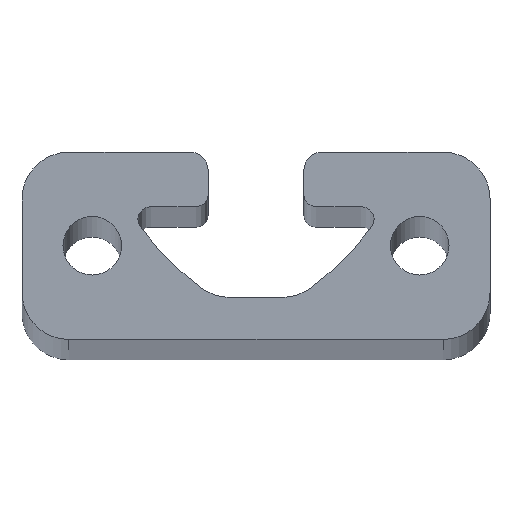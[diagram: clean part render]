
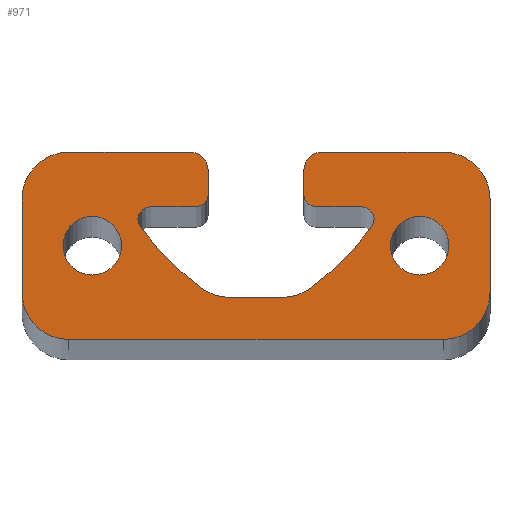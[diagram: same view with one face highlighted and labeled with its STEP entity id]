
A CAD part, top view. The second image highlights one B-rep face of the part: STEP entity #971.
In plain terms, the highlighted planar face has unit normal (0, 0, 1).
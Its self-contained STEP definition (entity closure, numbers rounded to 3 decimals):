
#73=CARTESIAN_POINT('',(32.5,8.,1000.0));
#74=VERTEX_POINT('',#73);
#75=CARTESIAN_POINT('',(30.,8.,1000.0));
#76=DIRECTION('',(0.0,0.0,-1.0));
#77=DIRECTION('',(-1.0,0.0,0.0));
#78=AXIS2_PLACEMENT_3D('',#75,#76,#77);
#79=CIRCLE('',#78,2.5);
#80=EDGE_CURVE('',#74,#74,#79,.T.);
#101=CARTESIAN_POINT('',(4.5,8.,1000.0));
#102=VERTEX_POINT('',#101);
#103=CARTESIAN_POINT('',(2.,8.,1000.0));
#104=DIRECTION('',(0.0,0.0,-1.0));
#105=DIRECTION('',(-1.0,0.0,0.0));
#106=AXIS2_PLACEMENT_3D('',#103,#104,#105);
#107=CIRCLE('',#106,2.5);
#108=EDGE_CURVE('',#102,#102,#107,.T.);
#129=CARTESIAN_POINT('',(20.1,12.35,1000.0));
#130=VERTEX_POINT('',#129);
#131=CARTESIAN_POINT('',(20.1,14.5,1000.0));
#132=VERTEX_POINT('',#131);
#133=CARTESIAN_POINT('',(20.1,12.35,1000.0));
#134=DIRECTION('',(0.0,1.0,0.0));
#135=VECTOR('',#134,2.15);
#136=LINE('',#133,#135);
#137=EDGE_CURVE('',#130,#132,#136,.T.);
#169=CARTESIAN_POINT('',(21.6,16.,1000.0));
#170=VERTEX_POINT('',#169);
#171=CARTESIAN_POINT('',(21.6,14.5,1000.0));
#172=DIRECTION('',(0.0,0.0,-1.0));
#173=DIRECTION('',(0.,1.0,0.0));
#174=AXIS2_PLACEMENT_3D('',#171,#172,#173);
#175=CIRCLE('',#174,1.5);
#176=EDGE_CURVE('',#132,#170,#175,.T.);
#202=CARTESIAN_POINT('',(32.,16.,1000.0));
#203=VERTEX_POINT('',#202);
#204=CARTESIAN_POINT('',(21.6,16.,1000.0));
#205=DIRECTION('',(1.0,0.0,0.0));
#206=VECTOR('',#205,10.4);
#207=LINE('',#204,#206);
#208=EDGE_CURVE('',#170,#203,#207,.T.);
#233=CARTESIAN_POINT('',(36.,12.,1000.0));
#234=VERTEX_POINT('',#233);
#235=CARTESIAN_POINT('',(32.,12.,1000.0));
#236=DIRECTION('',(0.0,0.0,-1.0));
#237=DIRECTION('',(1.0,0.0,0.0));
#238=AXIS2_PLACEMENT_3D('',#235,#236,#237);
#239=CIRCLE('',#238,4.);
#240=EDGE_CURVE('',#203,#234,#239,.T.);
#266=CARTESIAN_POINT('',(36.,4.,1000.0));
#267=VERTEX_POINT('',#266);
#268=CARTESIAN_POINT('',(36.,12.,1000.0));
#269=DIRECTION('',(0.0,-1.0,0.0));
#270=VECTOR('',#269,8.);
#271=LINE('',#268,#270);
#272=EDGE_CURVE('',#234,#267,#271,.T.);
#297=CARTESIAN_POINT('',(32.,0.0,1000.0));
#298=VERTEX_POINT('',#297);
#299=CARTESIAN_POINT('',(32.,4.,1000.0));
#300=DIRECTION('',(0.0,0.0,-1.0));
#301=DIRECTION('',(0.0,-1.0,0.0));
#302=AXIS2_PLACEMENT_3D('',#299,#300,#301);
#303=CIRCLE('',#302,4.);
#304=EDGE_CURVE('',#267,#298,#303,.T.);
#330=CARTESIAN_POINT('',(0.0,0.0,1000.0));
#331=VERTEX_POINT('',#330);
#332=CARTESIAN_POINT('',(32.,0.0,1000.0));
#333=DIRECTION('',(-1.0,0.0,0.0));
#334=VECTOR('',#333,32.);
#335=LINE('',#332,#334);
#336=EDGE_CURVE('',#298,#331,#335,.T.);
#361=CARTESIAN_POINT('',(-4.,4.,1000.0));
#362=VERTEX_POINT('',#361);
#363=CARTESIAN_POINT('',(0.0,4.,1000.0));
#364=DIRECTION('',(0.0,0.0,-1.0));
#365=DIRECTION('',(-1.0,0.0,0.0));
#366=AXIS2_PLACEMENT_3D('',#363,#364,#365);
#367=CIRCLE('',#366,4.);
#368=EDGE_CURVE('',#331,#362,#367,.T.);
#394=CARTESIAN_POINT('',(-4.,12.,1000.0));
#395=VERTEX_POINT('',#394);
#396=CARTESIAN_POINT('',(-4.,4.,1000.0));
#397=DIRECTION('',(0.0,1.0,0.0));
#398=VECTOR('',#397,8.);
#399=LINE('',#396,#398);
#400=EDGE_CURVE('',#362,#395,#399,.T.);
#425=CARTESIAN_POINT('',(0.0,16.,1000.0));
#426=VERTEX_POINT('',#425);
#427=CARTESIAN_POINT('',(0.0,12.,1000.0));
#428=DIRECTION('',(0.0,0.0,-1.0));
#429=DIRECTION('',(0.0,1.0,0.0));
#430=AXIS2_PLACEMENT_3D('',#427,#428,#429);
#431=CIRCLE('',#430,4.);
#432=EDGE_CURVE('',#395,#426,#431,.T.);
#458=CARTESIAN_POINT('',(10.4,16.,1000.0));
#459=VERTEX_POINT('',#458);
#460=CARTESIAN_POINT('',(0.0,16.,1000.0));
#461=DIRECTION('',(1.0,0.0,0.0));
#462=VECTOR('',#461,10.4);
#463=LINE('',#460,#462);
#464=EDGE_CURVE('',#426,#459,#463,.T.);
#489=CARTESIAN_POINT('',(11.9,14.5,1000.0));
#490=VERTEX_POINT('',#489);
#491=CARTESIAN_POINT('',(10.4,14.5,1000.0));
#492=DIRECTION('',(0.0,0.0,-1.0));
#493=DIRECTION('',(1.0,0.0,0.0));
#494=AXIS2_PLACEMENT_3D('',#491,#492,#493);
#495=CIRCLE('',#494,1.5);
#496=EDGE_CURVE('',#459,#490,#495,.T.);
#522=CARTESIAN_POINT('',(11.9,12.35,1000.0));
#523=VERTEX_POINT('',#522);
#524=CARTESIAN_POINT('',(11.9,14.5,1000.0));
#525=DIRECTION('',(0.0,-1.0,0.0));
#526=VECTOR('',#525,2.15);
#527=LINE('',#524,#526);
#528=EDGE_CURVE('',#490,#523,#527,.T.);
#553=CARTESIAN_POINT('',(10.9,11.35,1000.0));
#554=VERTEX_POINT('',#553);
#555=CARTESIAN_POINT('',(10.9,12.35,1000.0));
#556=DIRECTION('',(0.0,0.0,-1.0));
#557=DIRECTION('',(0.,-1.0,0.0));
#558=AXIS2_PLACEMENT_3D('',#555,#556,#557);
#559=CIRCLE('',#558,1.);
#560=EDGE_CURVE('',#523,#554,#559,.T.);
#586=CARTESIAN_POINT('',(6.984,11.35,1000.0));
#587=VERTEX_POINT('',#586);
#588=CARTESIAN_POINT('',(10.9,11.35,1000.0));
#589=DIRECTION('',(-1.0,0.,0.0));
#590=VECTOR('',#589,3.916);
#591=LINE('',#588,#590);
#592=EDGE_CURVE('',#554,#587,#591,.T.);
#617=CARTESIAN_POINT('',(6.111,9.623,1000.0));
#618=VERTEX_POINT('',#617);
#619=CARTESIAN_POINT('',(6.984,10.266,1000.0));
#620=DIRECTION('',(0.0,0.0,1.));
#621=DIRECTION('',(0.,-1.,0.0));
#622=AXIS2_PLACEMENT_3D('',#619,#620,#621);
#623=CIRCLE('',#622,1.084);
#624=EDGE_CURVE('',#587,#618,#623,.T.);
#650=CARTESIAN_POINT('',(11.32,4.39,1000.0));
#651=VERTEX_POINT('',#650);
#652=CARTESIAN_POINT('',(26.24,24.45,1000.0));
#653=DIRECTION('',(0.0,0.0,1.));
#654=DIRECTION('',(0.805,0.593,0.0));
#655=AXIS2_PLACEMENT_3D('',#652,#653,#654);
#656=CIRCLE('',#655,25.);
#657=EDGE_CURVE('',#618,#651,#656,.T.);
#683=CARTESIAN_POINT('',(13.707,3.6,1000.0));
#684=VERTEX_POINT('',#683);
#685=CARTESIAN_POINT('',(13.707,7.6,1000.0));
#686=DIRECTION('',(0.0,0.0,1.));
#687=DIRECTION('',(0.597,0.802,0.0));
#688=AXIS2_PLACEMENT_3D('',#685,#686,#687);
#689=CIRCLE('',#688,4.);
#690=EDGE_CURVE('',#651,#684,#689,.T.);
#716=CARTESIAN_POINT('',(18.293,3.6,1000.0));
#717=VERTEX_POINT('',#716);
#718=CARTESIAN_POINT('',(13.707,3.6,1000.0));
#719=DIRECTION('',(1.0,0.,0.0));
#720=VECTOR('',#719,4.586);
#721=LINE('',#718,#720);
#722=EDGE_CURVE('',#684,#717,#721,.T.);
#747=CARTESIAN_POINT('',(20.68,4.39,1000.0));
#748=VERTEX_POINT('',#747);
#749=CARTESIAN_POINT('',(18.293,7.6,1000.0));
#750=DIRECTION('',(0.0,0.0,1.0));
#751=DIRECTION('',(0.,1.,0.0));
#752=AXIS2_PLACEMENT_3D('',#749,#750,#751);
#753=CIRCLE('',#752,4.);
#754=EDGE_CURVE('',#717,#748,#753,.T.);
#780=CARTESIAN_POINT('',(25.889,9.623,1000.0));
#781=VERTEX_POINT('',#780);
#782=CARTESIAN_POINT('',(5.76,24.45,1000.0));
#783=DIRECTION('',(0.0,0.0,1.));
#784=DIRECTION('',(-0.597,0.802,0.0));
#785=AXIS2_PLACEMENT_3D('',#782,#783,#784);
#786=CIRCLE('',#785,25.);
#787=EDGE_CURVE('',#748,#781,#786,.T.);
#813=CARTESIAN_POINT('',(25.016,11.35,1000.0));
#814=VERTEX_POINT('',#813);
#815=CARTESIAN_POINT('',(25.016,10.266,1000.0));
#816=DIRECTION('',(0.0,0.0,1.));
#817=DIRECTION('',(-0.805,0.593,0.0));
#818=AXIS2_PLACEMENT_3D('',#815,#816,#817);
#819=CIRCLE('',#818,1.084);
#820=EDGE_CURVE('',#781,#814,#819,.T.);
#846=CARTESIAN_POINT('',(21.1,11.35,1000.0));
#847=VERTEX_POINT('',#846);
#848=CARTESIAN_POINT('',(25.016,11.35,1000.0));
#849=DIRECTION('',(-1.0,0.,0.0));
#850=VECTOR('',#849,3.916);
#851=LINE('',#848,#850);
#852=EDGE_CURVE('',#814,#847,#851,.T.);
#877=CARTESIAN_POINT('',(21.1,12.35,1000.0));
#878=DIRECTION('',(0.0,0.0,-1.0));
#879=DIRECTION('',(-1.0,0.,0.0));
#880=AXIS2_PLACEMENT_3D('',#877,#878,#879);
#881=CIRCLE('',#880,1.);
#882=EDGE_CURVE('',#847,#130,#881,.T.);
#934=CARTESIAN_POINT('',(16.,7.732,1000.0));
#935=DIRECTION('',(0.0,0.0,1.0));
#936=DIRECTION('',(1.0,0.0,0.0));
#937=AXIS2_PLACEMENT_3D('',#934,#935,#936);
#938=PLANE('',#937);
#939=ORIENTED_EDGE('',*,*,#137,.F.);
#940=ORIENTED_EDGE('',*,*,#882,.F.);
#941=ORIENTED_EDGE('',*,*,#852,.F.);
#942=ORIENTED_EDGE('',*,*,#820,.F.);
#943=ORIENTED_EDGE('',*,*,#787,.F.);
#944=ORIENTED_EDGE('',*,*,#754,.F.);
#945=ORIENTED_EDGE('',*,*,#722,.F.);
#946=ORIENTED_EDGE('',*,*,#690,.F.);
#947=ORIENTED_EDGE('',*,*,#657,.F.);
#948=ORIENTED_EDGE('',*,*,#624,.F.);
#949=ORIENTED_EDGE('',*,*,#592,.F.);
#950=ORIENTED_EDGE('',*,*,#560,.F.);
#951=ORIENTED_EDGE('',*,*,#528,.F.);
#952=ORIENTED_EDGE('',*,*,#496,.F.);
#953=ORIENTED_EDGE('',*,*,#464,.F.);
#954=ORIENTED_EDGE('',*,*,#432,.F.);
#955=ORIENTED_EDGE('',*,*,#400,.F.);
#956=ORIENTED_EDGE('',*,*,#368,.F.);
#957=ORIENTED_EDGE('',*,*,#336,.F.);
#958=ORIENTED_EDGE('',*,*,#304,.F.);
#959=ORIENTED_EDGE('',*,*,#272,.F.);
#960=ORIENTED_EDGE('',*,*,#240,.F.);
#961=ORIENTED_EDGE('',*,*,#208,.F.);
#962=ORIENTED_EDGE('',*,*,#176,.F.);
#963=EDGE_LOOP('',(#939,#940,#941,#942,#943,#944,#945,#946,#947,#948,#949,#950,#951,#952,#953,#954,#955,#956,#957,#958,#959,#960,#961,#962));
#964=FACE_OUTER_BOUND('',#963,.T.);
#965=ORIENTED_EDGE('',*,*,#80,.T.);
#966=EDGE_LOOP('',(#965));
#967=FACE_BOUND('',#966,.T.);
#968=ORIENTED_EDGE('',*,*,#108,.T.);
#969=EDGE_LOOP('',(#968));
#970=FACE_BOUND('',#969,.T.);
#971=ADVANCED_FACE('',(#964,#967,#970),#938,.T.);
